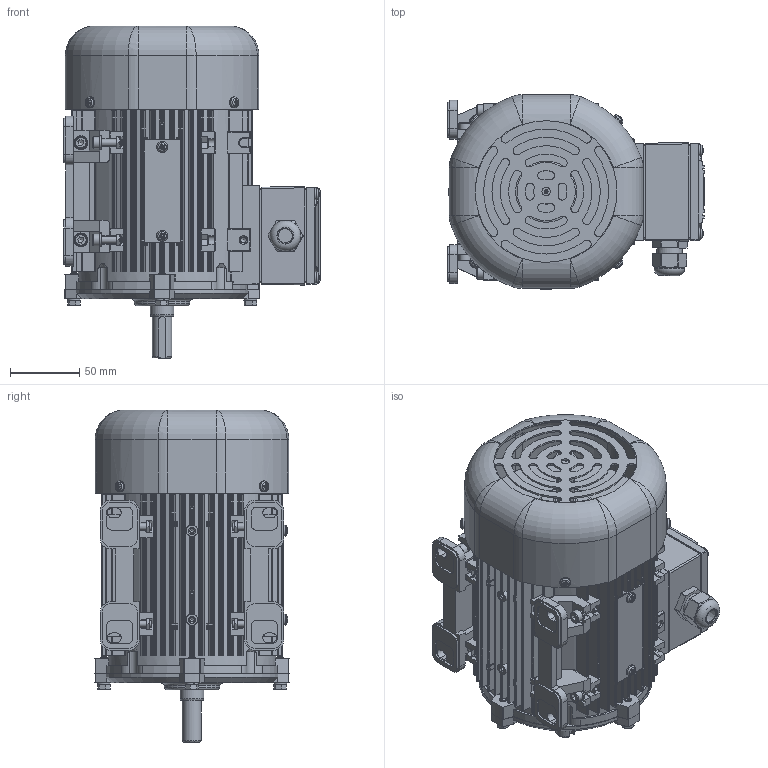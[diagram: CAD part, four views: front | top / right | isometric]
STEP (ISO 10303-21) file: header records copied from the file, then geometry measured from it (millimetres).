
FILE_DESCRIPTION((''),'2;1');
FILE_NAME('71M 0.40kW B3 TYPE MOTOR ASS''Y 20101221.stp','2011-03-16T08:36:34',('shyeom'),(''),'Autodesk Inventor 2011','Autodesk Inventor 2011','');
FILE_SCHEMA(('AUTOMOTIVE_DESIGN { 1 0 10303 214 1 1 1 1 }'));
Length unit declared in the file: millimetre
Products named in the file (20): 71M 0.40kW B3 TYPE MOTOR ASS'Y 20101221; 71M 400W FRAME L_T; SHAFT 20081024; 71M 400W FRONT COVER L-T; 71M 400W REAR COVER L-T; 400W BASE BRACKET 20080805; FAN COVER 20081024; RUBBER GASKET A 20080702; BED; CAP; LEAD BOX A 20080717; LEAD BOX B 20080702; JIS B 1111 Z - 미터 A M4 x 12 - Z; JIS B 1180 C 전체 스레드 - 미터 C M5 x 20; JIS B 1251 번호 2 5; JIS B 1111 Z - 미터 A M4 x 6 - Z; JIS B 1176 - 미터 M5 x 16; JIS B 1181 A/B - 미터 A/B M5; 400W BASE BRACKET 20080805_MIR; NAME PLATE PMCB040-4R4LA
Assembly tree (64 placements, depth 2):
  71M 0.40kW B3 TYPE MOTOR ASS'Y 20101221
    71M 400W FRAME L_T
    SHAFT 20081024
    71M 400W FRONT COVER L-T
    71M 400W REAR COVER L-T
    400W BASE BRACKET 20080805
    FAN COVER 20081024
    RUBBER GASKET A 20080702  x2
    BED
    CAP
    LEAD BOX A 20080717
    LEAD BOX B 20080702
    JIS B 1111 Z - 미터 A M4 x 12 - Z  x4
    JIS B 1180 C 전체 스레드 - 미터 C M5 x 20  x8
    JIS B 1251 번호 2 5  x16
    JIS B 1111 Z - 미터 A M4 x 6 - Z  x6
    JIS B 1176 - 미터 M5 x 16  x8
    JIS B 1181 A/B - 미터 A/B M5  x8
    400W BASE BRACKET 20080805_MIR
    NAME PLATE PMCB040-4R4LA
Bounding box: 185 x 139.95 x 239 mm (x, y, z)
Volume: 734214.6 mm3; surface area: 433293.5 mm2
Topology: 64 solids, 64 shells, 3745 faces, 9790 edges, 6243 vertices
Faces by surface type: plane 1757, cylinder 1262, cone 459, torus 172, sphere 58, bspline 37
Full cylindrical faces by diameter (mm): 1.6 x2, 3.2 x24, 3.242 x4, 3.5 x16, 3.571 x10, 4 x10, 4.1 x3, 4.134 x16, 4.2 x2, 5 x24, 6 x17, 8.5 x8, 10 x4, 10.1 x1, 14 x1, 15.2 x1, 16 x2, 17 x2, 18 x2, 18.2 x2, 19 x2, 20 x1, 22 x1, 23 x1, 30 x2, 40 x4, 108 x1, 112 x1, 114 x2, 115 x3
Entity records: 95646 total; most frequent: CARTESIAN_POINT 22815, DIRECTION 15481, ORIENTED_EDGE 14808, EDGE_CURVE 7404, AXIS2_PLACEMENT_3D 5649, VERTEX_POINT 4887, VECTOR 4183, LINE 4183
